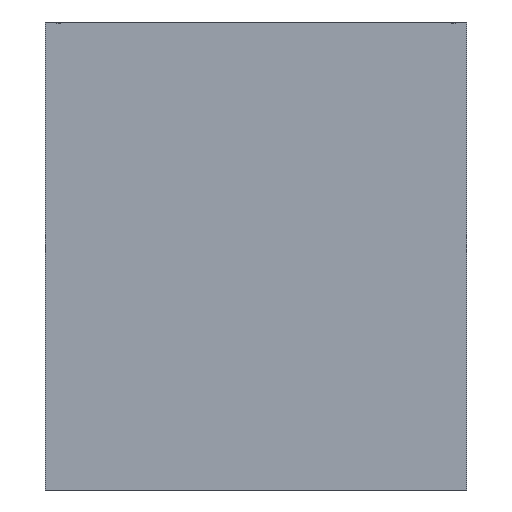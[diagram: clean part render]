
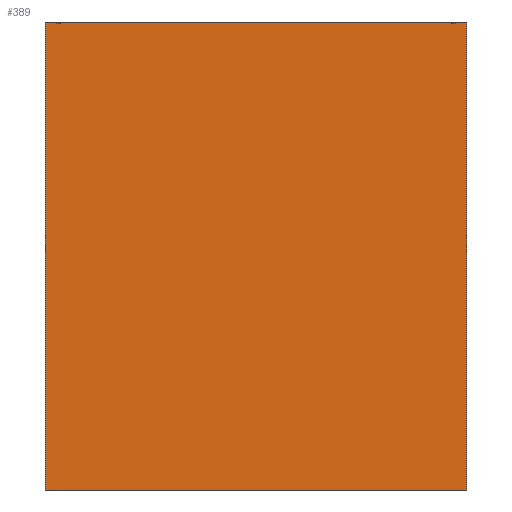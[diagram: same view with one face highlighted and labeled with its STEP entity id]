
A CAD part, left-side view. The second image highlights one B-rep face of the part: STEP entity #389.
In plain terms, the highlighted planar face has unit normal (-1, 0, 0).
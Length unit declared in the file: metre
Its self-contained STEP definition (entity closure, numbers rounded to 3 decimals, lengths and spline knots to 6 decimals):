
#68=ORIENTED_EDGE('',*,*,#180,.F.);
#69=ORIENTED_EDGE('',*,*,#181,.F.);
#70=ORIENTED_EDGE('',*,*,#182,.T.);
#71=ORIENTED_EDGE('',*,*,#183,.T.);
#180=EDGE_CURVE('',#236,#237,#264,.T.);
#181=EDGE_CURVE('',#238,#236,#265,.T.);
#182=EDGE_CURVE('',#238,#239,#266,.T.);
#183=EDGE_CURVE('',#239,#237,#267,.T.);
#236=VERTEX_POINT('',#643);
#237=VERTEX_POINT('',#644);
#238=VERTEX_POINT('',#646);
#239=VERTEX_POINT('',#648);
#264=LINE('',#642,#296);
#265=LINE('',#645,#297);
#266=LINE('',#647,#298);
#267=LINE('',#649,#299);
#296=VECTOR('',#501,1.);
#297=VECTOR('',#502,1.);
#298=VECTOR('',#503,1.);
#299=VECTOR('',#504,1.);
#319=EDGE_LOOP('',(#68,#69,#70,#71));
#349=FACE_BOUND('',#319,.T.);
#379=PLANE('',#432);
#389=ADVANCED_FACE('',(#349),#379,.T.);
#432=AXIS2_PLACEMENT_3D('',#641,#499,#500);
#499=DIRECTION('',(-1.,0.,0.));
#500=DIRECTION('',(0.,0.,1.));
#501=DIRECTION('',(0.,1.,0.));
#502=DIRECTION('',(0.,0.,-1.));
#503=DIRECTION('',(0.,1.,0.));
#504=DIRECTION('',(0.,0.,-1.));
#641=CARTESIAN_POINT('',(-0.041875,0.010459,0.05));
#642=CARTESIAN_POINT('',(-0.041875,0.010459,0.));
#643=CARTESIAN_POINT('',(-0.041875,-0.012041,0.));
#644=CARTESIAN_POINT('',(-0.041875,0.032959,0.));
#645=CARTESIAN_POINT('',(-0.041875,-0.012041,0.05));
#646=CARTESIAN_POINT('',(-0.041875,-0.012041,0.05));
#647=CARTESIAN_POINT('',(-0.041875,0.010459,0.05));
#648=CARTESIAN_POINT('',(-0.041875,0.032959,0.05));
#649=CARTESIAN_POINT('',(-0.041875,0.032959,0.05));
